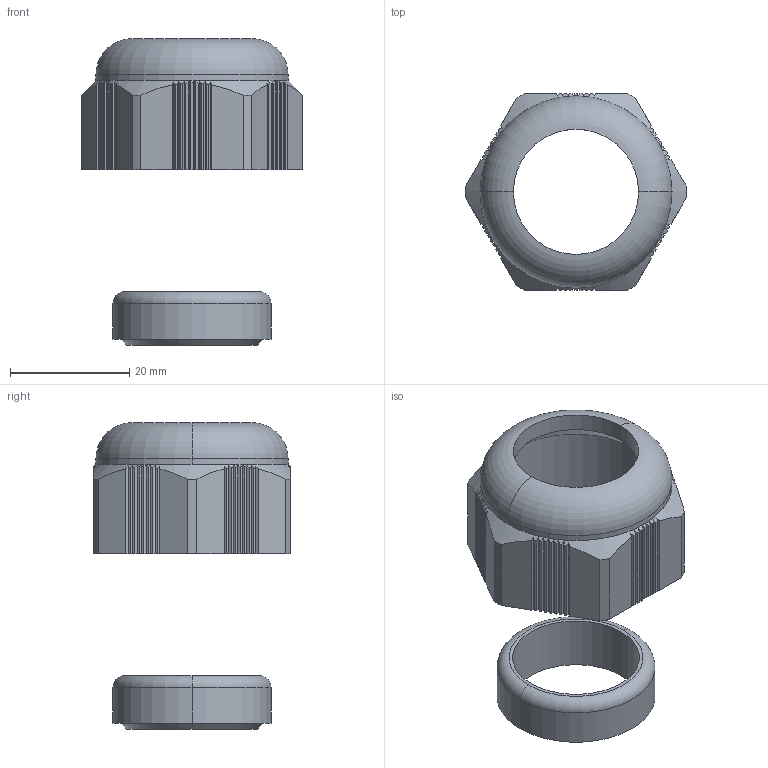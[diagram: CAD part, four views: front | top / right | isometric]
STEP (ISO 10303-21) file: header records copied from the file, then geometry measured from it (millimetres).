
FILE_DESCRIPTION(('Creo Elements/Direct Modeling STEP Export'),'2;1');
FILE_NAME('37jbk2e5gvl2as73200','2022-01-31T10:09:23',(''),(''),'Creo Elements/Direct Modeling STEP processor for AP214 (Solid Model)','Creo Elements/Direct Modeling 20.1B 02-Apr-2019 (C) Parametric Technology GmbH','');
FILE_SCHEMA(('AUTOMOTIVE_DESIGN { 1 0 10303 214 1 1 1 1 }'));
Length unit declared in the file: millimetre
Products named in the file (3): 54803_A; 86248_A; CRQ_21-3
Assembly tree (2 placements, depth 2):
  CRQ_21-3
    86248_A
    54803_A
Bounding box: 37.2 x 33 x 51.39 mm (x, y, z)
Volume: 8908.5 mm3; surface area: 6807.8 mm2
Topology: 2 solids, 2 shells, 180 faces, 518 edges, 342 vertices
Faces by surface type: plane 154, cylinder 16, cone 6, torus 4
Entity records: 9159 total; most frequent: CARTESIAN_POINT 3009, ORIENTED_EDGE 1036, DIRECTION 808, EDGE_CURVE 518, VERTEX_POINT 342, VECTOR 274, LINE 274, AXIS2_PLACEMENT_3D 267
